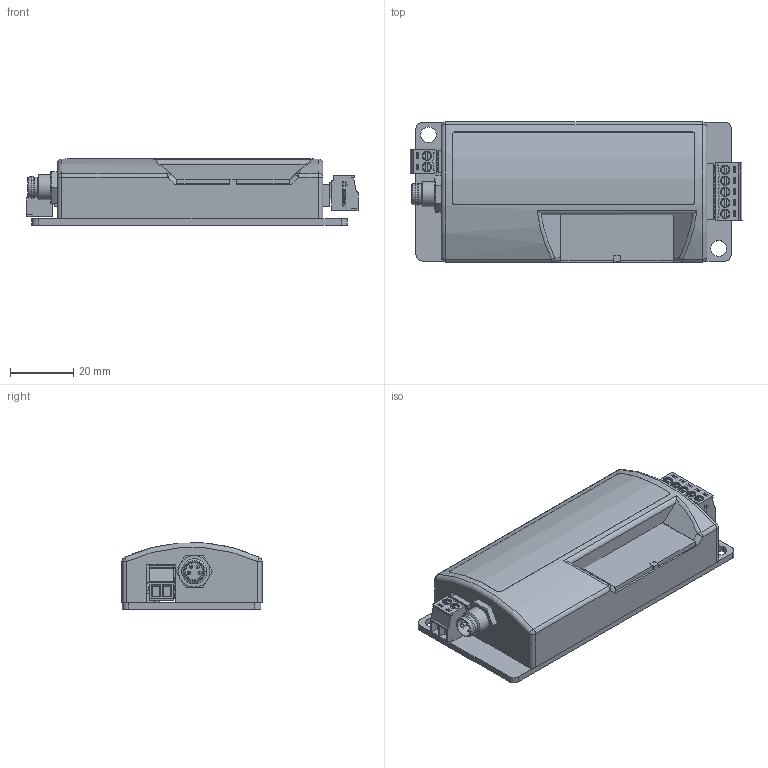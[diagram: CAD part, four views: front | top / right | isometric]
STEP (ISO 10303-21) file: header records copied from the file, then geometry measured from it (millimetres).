
FILE_DESCRIPTION(/* description */ (''),/* implementation_level */ '2;1');
FILE_NAME(/* name */ 'E-Qube Ai v3.step',/* time_stamp */ '2022-09-07T14:41:32-04:00',/* author */ (''),/* organization */ (''),/* preprocessor_version */ 'ST-DEVELOPER v19',/* originating_system */ 'Autodesk Translation Framework v11.7.0.108',/* authorisation */ '');
FILE_SCHEMA (('AUTOMOTIVE_DESIGN { 1 0 10303 214 3 1 1 }'));
Products named in the file (10): E-Qube Ai; E-Qube Ai Family; E-Qube Ai Heat Sink; E-Qube Ai PCB; 15EDGK-3.5-02P-14-00A(H); 15EDGK-3.5-05P-14-00A(H); E-Qube Ai PCB Screw; E-Qube Ai Top; E-Qube Ai Lid; E-Qube Overlay
Assembly tree (12 placements, depth 4):
  E-Qube Ai
    E-Qube Ai Family
      E-Qube Ai Heat Sink
      E-Qube Ai PCB
        15EDGK-3.5-02P-14-00A(H)
        15EDGK-3.5-05P-14-00A(H)
      E-Qube Ai PCB Screw  x4
      E-Qube Ai Top
      E-Qube Ai Lid
    E-Qube Overlay
Bounding box: 105.25 x 44.4 x 21.01 mm (x, y, z)
Volume: 31225.1 mm3; surface area: 44373.8 mm2
Topology: 25 solids, 31 shells, 3575 faces, 9450 edges, 6137 vertices
Faces by surface type: plane 2681, cylinder 593, bspline 146, torus 64, sphere 48, cone 43
Full cylindrical faces by diameter (mm): 0.15 x6, 0.217 x1, 0.305 x7, 0.5 x35, 0.7 x4, 0.762 x6, 0.8 x6, 1 x11, 1.1 x7, 1.2 x4, 1.4 x2, 1.5 x4, 1.8 x6, 2 x7, 2.3 x2, 2.35 x36, 2.87 x3, 2.95 x14, 3 x40, 3.2 x4, 5 x6, 5.8 x1, 6 x4, 6.5 x1, 6.9 x1, 8 x2, 8.5 x1
Entity records: 116151 total; most frequent: CARTESIAN_POINT 29377, ORIENTED_EDGE 17970, DIRECTION 16422, EDGE_CURVE 8985, LINE 7334, VECTOR 7334, VERTEX_POINT 5855, AXIS2_PLACEMENT_3D 4544
